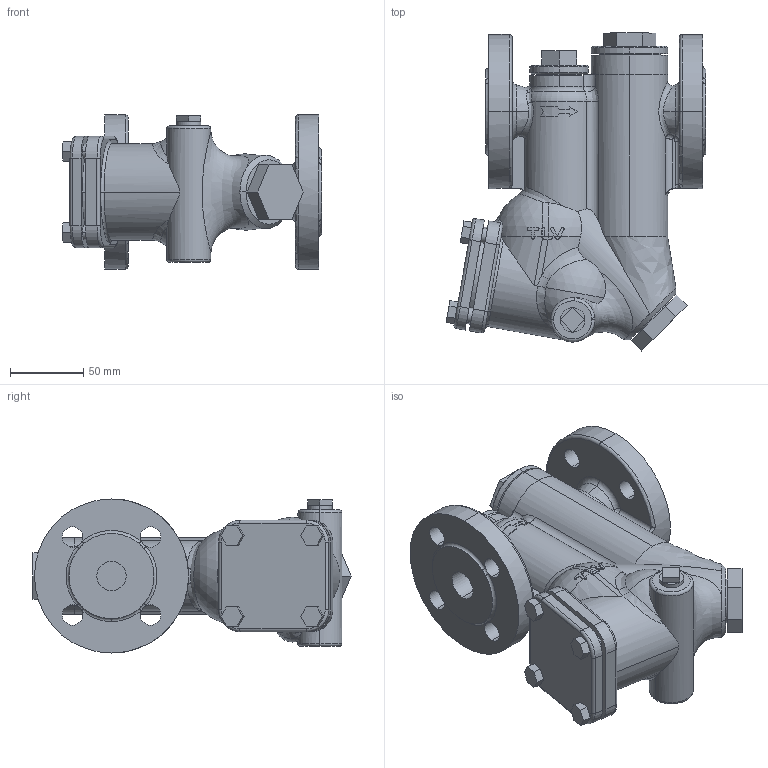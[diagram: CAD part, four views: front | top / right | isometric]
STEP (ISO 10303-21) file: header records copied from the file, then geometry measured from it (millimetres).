
FILE_DESCRIPTION (( 'STEP AP203' ), '1' );
FILE_NAME ('sj3nx-020-e0025-00.STEP', '2011-03-31T06:25:13', ( '' ), ( '' ), 'SwSTEP 2.0', 'SolidWorks 2010', '' );
FILE_SCHEMA (( 'CONFIG_CONTROL_DESIGN' ));
Length unit declared in the file: millimetre
Products named in the file (1): sj3nx-020-e0025-00
Bounding box: 176.99 x 216.64 x 105 mm (x, y, z)
Volume: 1376458.3 mm3; surface area: 139188.1 mm2
Topology: 1 solids, 1 shells, 378 faces, 977 edges, 609 vertices
Faces by surface type: plane 134, cylinder 119, torus 48, bspline 48, cone 15, sphere 14
Entity records: 16526 total; most frequent: CARTESIAN_POINT 7554, ORIENTED_EDGE 1952, DIRECTION 1793, EDGE_CURVE 976, AXIS2_PLACEMENT_3D 719, VERTEX_POINT 609, EDGE_LOOP 411, CIRCLE 388
